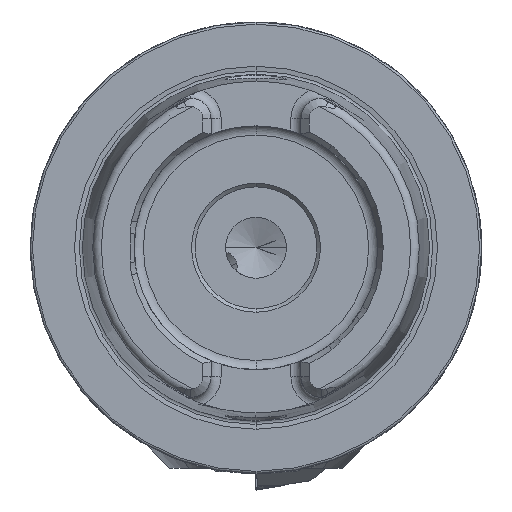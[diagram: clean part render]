
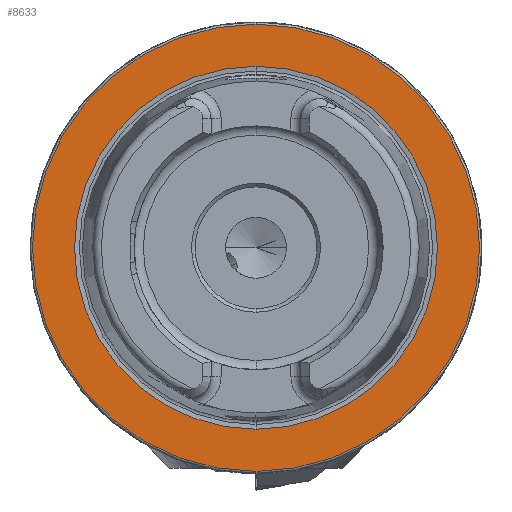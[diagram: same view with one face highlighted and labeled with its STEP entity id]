
A CAD part, left-side view. The second image highlights one B-rep face of the part: STEP entity #8633.
In plain terms, the highlighted planar face has unit normal (-1, 0, 0).
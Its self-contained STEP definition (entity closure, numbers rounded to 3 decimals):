
#1636 = AXIS2_PLACEMENT_3D ( 'NONE', #47632, #42019, #39849 ) ;
#2200 = CIRCLE ( 'NONE', #18388, 31.2 ) ;
#2828 = CARTESIAN_POINT ( 'NONE',  ( 0., 0., 25.324 ) ) ;
#4805 = CARTESIAN_POINT ( 'NONE',  ( 0., 0., 31.2 ) ) ;
#7623 = VERTEX_POINT ( 'NONE', #37132 ) ;
#8633 = ADVANCED_FACE ( 'NONE', ( #21023, #44058 ), #38974, .F. ) ;
#9062 = ORIENTED_EDGE ( 'NONE', *, *, #30020, .F. ) ;
#9393 = DIRECTION ( 'NONE',  ( 0., 0., 1. ) ) ;
#12217 = ORIENTED_EDGE ( 'NONE', *, *, #13472, .T. ) ;
#13387 = DIRECTION ( 'NONE',  ( 0., 0., 1. ) ) ;
#13472 = EDGE_CURVE ( 'NONE', #7623, #17137, #2200, .T. ) ;
#13490 = DIRECTION ( 'NONE',  ( -1., 0., 0. ) ) ;
#13779 = CIRCLE ( 'NONE', #23049, 31.2 ) ;
#15306 = EDGE_LOOP ( 'NONE', ( #20801, #12217 ) ) ;
#15553 = EDGE_LOOP ( 'NONE', ( #31292, #9062 ) ) ;
#16457 = CARTESIAN_POINT ( 'NONE',  ( 0., 0., 0. ) ) ;
#17137 = VERTEX_POINT ( 'NONE', #4805 ) ;
#18388 = AXIS2_PLACEMENT_3D ( 'NONE', #46291, #13490, #9393 ) ;
#20801 = ORIENTED_EDGE ( 'NONE', *, *, #21590, .T. ) ;
#21023 = FACE_BOUND ( 'NONE', #15553, .T. ) ;
#21590 = EDGE_CURVE ( 'NONE', #17137, #7623, #13779, .T. ) ;
#21928 = CARTESIAN_POINT ( 'NONE',  ( 0., 0., -25.324 ) ) ;
#23049 = AXIS2_PLACEMENT_3D ( 'NONE', #16457, #44179, #13387 ) ;
#27389 = DIRECTION ( 'NONE',  ( 0., 0., 1. ) ) ;
#30020 = EDGE_CURVE ( 'NONE', #39706, #30872, #35162, .T. ) ;
#30377 = DIRECTION ( 'NONE',  ( -1., 0., 0. ) ) ;
#30872 = VERTEX_POINT ( 'NONE', #2828 ) ;
#31292 = ORIENTED_EDGE ( 'NONE', *, *, #50841, .F. ) ;
#31675 = CIRCLE ( 'NONE', #1636, 25.324 ) ;
#32908 = AXIS2_PLACEMENT_3D ( 'NONE', #43385, #46873, #40497 ) ;
#35162 = CIRCLE ( 'NONE', #50008, 25.324 ) ;
#37132 = CARTESIAN_POINT ( 'NONE',  ( 0., 0., -31.2 ) ) ;
#38974 = PLANE ( 'NONE',  #32908 ) ;
#39706 = VERTEX_POINT ( 'NONE', #21928 ) ;
#39849 = DIRECTION ( 'NONE',  ( 0., 0., 1. ) ) ;
#40490 = CARTESIAN_POINT ( 'NONE',  ( 0., 0., 0. ) ) ;
#40497 = DIRECTION ( 'NONE',  ( 0., 0., -1. ) ) ;
#42019 = DIRECTION ( 'NONE',  ( -1., 0., 0. ) ) ;
#43385 = CARTESIAN_POINT ( 'NONE',  ( 0., 31.2, 0. ) ) ;
#44058 = FACE_OUTER_BOUND ( 'NONE', #15306, .T. ) ;
#44179 = DIRECTION ( 'NONE',  ( -1., 0., 0. ) ) ;
#46291 = CARTESIAN_POINT ( 'NONE',  ( 0., 0., 0. ) ) ;
#46873 = DIRECTION ( 'NONE',  ( 1., 0., 0. ) ) ;
#47632 = CARTESIAN_POINT ( 'NONE',  ( 0., 0., 0. ) ) ;
#50008 = AXIS2_PLACEMENT_3D ( 'NONE', #40490, #30377, #27389 ) ;
#50841 = EDGE_CURVE ( 'NONE', #30872, #39706, #31675, .T. ) ;
